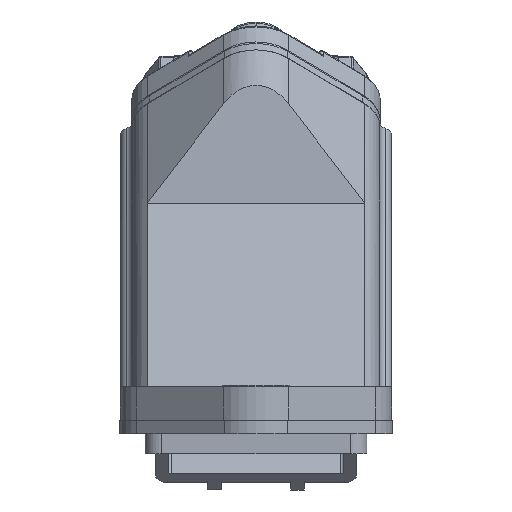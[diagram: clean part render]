
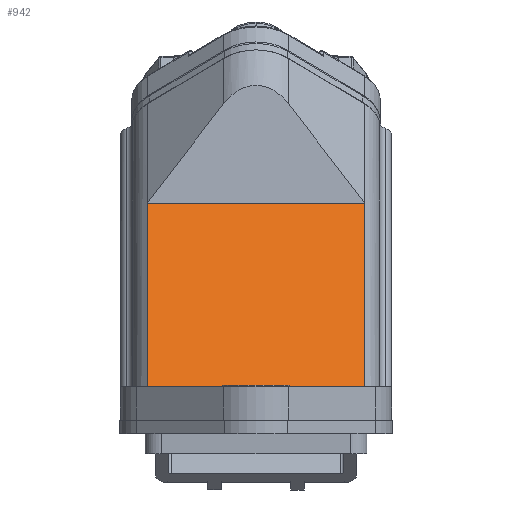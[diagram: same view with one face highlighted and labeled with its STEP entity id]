
A CAD part, front view. The second image highlights one B-rep face of the part: STEP entity #942.
In plain terms, the highlighted planar face has unit normal (0, -0.707, 0.707).
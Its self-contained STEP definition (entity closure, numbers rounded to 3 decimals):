
#906=AXIS2_PLACEMENT_3D('Plane Axis2P3D',#903,#904,#905) ;
#903=CARTESIAN_POINT('Axis2P3D Location',(12.2,25.,25.6)) ;
#908=CARTESIAN_POINT('Line Origine',(12.2,25.,25.6)) ;
#912=CARTESIAN_POINT('Vertex',(21.919,25.,25.6)) ;
#914=CARTESIAN_POINT('Vertex',(2.481,25.,25.6)) ;
#917=CARTESIAN_POINT('Line Origine',(2.481,16.814,17.414)) ;
#921=CARTESIAN_POINT('Vertex',(2.481,8.628,9.228)) ;
#924=CARTESIAN_POINT('Line Origine',(12.2,8.628,9.228)) ;
#928=CARTESIAN_POINT('Vertex',(21.919,8.628,9.228)) ;
#931=CARTESIAN_POINT('Line Origine',(21.919,16.814,17.414)) ;
#904=DIRECTION('Axis2P3D Direction',(0.,0.707,-0.707)) ;
#905=DIRECTION('Axis2P3D XDirection',(0.,-0.707,-0.707)) ;
#909=DIRECTION('Vector Direction',(-1.,0.,0.)) ;
#918=DIRECTION('Vector Direction',(0.,-0.707,-0.707)) ;
#925=DIRECTION('Vector Direction',(-1.,0.,0.)) ;
#932=DIRECTION('Vector Direction',(0.,-0.707,-0.707)) ;
#910=VECTOR('Line Direction',#909,1.) ;
#919=VECTOR('Line Direction',#918,1.) ;
#926=VECTOR('Line Direction',#925,1.) ;
#933=VECTOR('Line Direction',#932,1.) ;
#937=ORIENTED_EDGE('',*,*,#916,.T.) ;
#938=ORIENTED_EDGE('',*,*,#923,.T.) ;
#939=ORIENTED_EDGE('',*,*,#930,.F.) ;
#940=ORIENTED_EDGE('',*,*,#935,.F.) ;
#942=ADVANCED_FACE('Hauptk\X2\00F6\X0\rper',(#941),#907,.F.) ;
#916=EDGE_CURVE('',#913,#915,#911,.T.) ;
#923=EDGE_CURVE('',#915,#922,#920,.T.) ;
#930=EDGE_CURVE('',#929,#922,#927,.T.) ;
#935=EDGE_CURVE('',#913,#929,#934,.T.) ;
#936=EDGE_LOOP('',(#937,#938,#939,#940)) ;
#941=FACE_OUTER_BOUND('',#936,.T.) ;
#911=LINE('Line',#908,#910) ;
#920=LINE('Line',#917,#919) ;
#927=LINE('Line',#924,#926) ;
#934=LINE('Line',#931,#933) ;
#907=PLANE('',#906) ;
#913=VERTEX_POINT('',#912) ;
#915=VERTEX_POINT('',#914) ;
#922=VERTEX_POINT('',#921) ;
#929=VERTEX_POINT('',#928) ;
